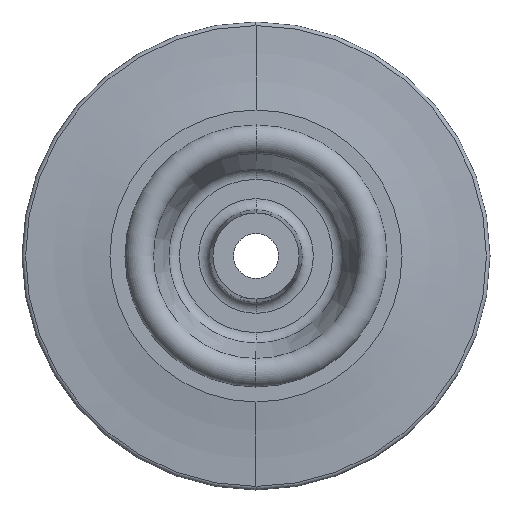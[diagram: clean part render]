
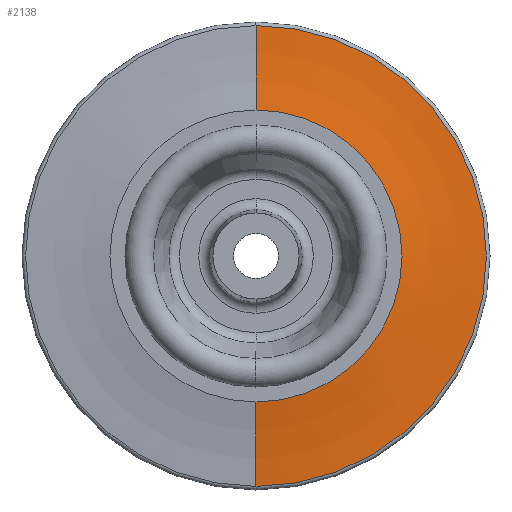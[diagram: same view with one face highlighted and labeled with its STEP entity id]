
A CAD part, left-side view. The second image highlights one B-rep face of the part: STEP entity #2138.
In plain terms, the highlighted toroidal (fillet/blend) face has major radius 66.569 mm and minor radius 150 mm.
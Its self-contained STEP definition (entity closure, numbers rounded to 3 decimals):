
#40 = EDGE_CURVE ( 'NONE', #1018, #493, #2239, .T. ) ;
#122 = EDGE_CURVE ( 'NONE', #493, #1820, #646, .T. ) ;
#140 = DIRECTION ( 'NONE',  ( 0., 0., 1. ) ) ;
#224 = CIRCLE ( 'NONE', #767, 39. ) ;
#280 = CARTESIAN_POINT ( 'NONE',  ( -162.445, 0., 66.569 ) ) ;
#301 = AXIS2_PLACEMENT_3D ( 'NONE', #280, #1684, #1867 ) ;
#319 = CARTESIAN_POINT ( 'NONE',  ( -12.529, 0., 0. ) ) ;
#397 = AXIS2_PLACEMENT_3D ( 'NONE', #2074, #1887, #821 ) ;
#412 = CARTESIAN_POINT ( 'NONE',  ( -15., 0., 39. ) ) ;
#493 = VERTEX_POINT ( 'NONE', #1237 ) ;
#586 = EDGE_CURVE ( 'NONE', #1140, #1820, #1164, .T. ) ;
#595 = CARTESIAN_POINT ( 'NONE',  ( -15., 0., 0. ) ) ;
#597 = CARTESIAN_POINT ( 'NONE',  ( -162.445, 0., 0. ) ) ;
#612 = CARTESIAN_POINT ( 'NONE',  ( -12.529, 0., 61.534 ) ) ;
#646 = CIRCLE ( 'NONE', #1465, 61.534 ) ;
#661 = EDGE_CURVE ( 'NONE', #1018, #1140, #224, .T. ) ;
#743 = EDGE_LOOP ( 'NONE', ( #1424, #1068, #1707, #946 ) ) ;
#767 = AXIS2_PLACEMENT_3D ( 'NONE', #595, #1509, #1664 ) ;
#812 = TOROIDAL_SURFACE ( 'NONE', #1039, 66.569, 150. ) ;
#821 = DIRECTION ( 'NONE',  ( 0., 0., 1. ) ) ;
#946 = ORIENTED_EDGE ( 'NONE', *, *, #586, .F. ) ;
#986 = FACE_OUTER_BOUND ( 'NONE', #743, .T. ) ;
#1018 = VERTEX_POINT ( 'NONE', #1262 ) ;
#1039 = AXIS2_PLACEMENT_3D ( 'NONE', #597, #1829, #1868 ) ;
#1068 = ORIENTED_EDGE ( 'NONE', *, *, #40, .T. ) ;
#1140 = VERTEX_POINT ( 'NONE', #412 ) ;
#1164 = CIRCLE ( 'NONE', #301, 150. ) ;
#1237 = CARTESIAN_POINT ( 'NONE',  ( -12.529, 0., -61.534 ) ) ;
#1262 = CARTESIAN_POINT ( 'NONE',  ( -15., 0., -39. ) ) ;
#1424 = ORIENTED_EDGE ( 'NONE', *, *, #661, .F. ) ;
#1465 = AXIS2_PLACEMENT_3D ( 'NONE', #319, #1723, #140 ) ;
#1509 = DIRECTION ( 'NONE',  ( -1., 0., 0. ) ) ;
#1664 = DIRECTION ( 'NONE',  ( 0., 0., 1. ) ) ;
#1684 = DIRECTION ( 'NONE',  ( 0., -1., 0. ) ) ;
#1707 = ORIENTED_EDGE ( 'NONE', *, *, #122, .T. ) ;
#1723 = DIRECTION ( 'NONE',  ( -1., 0., 0. ) ) ;
#1820 = VERTEX_POINT ( 'NONE', #612 ) ;
#1829 = DIRECTION ( 'NONE',  ( -1., 0., 0. ) ) ;
#1867 = DIRECTION ( 'NONE',  ( 0., 0., -1. ) ) ;
#1868 = DIRECTION ( 'NONE',  ( 0., 0., 1. ) ) ;
#1887 = DIRECTION ( 'NONE',  ( 0., 1., 0. ) ) ;
#2074 = CARTESIAN_POINT ( 'NONE',  ( -162.445, 0., -66.569 ) ) ;
#2138 = ADVANCED_FACE ( 'NONE', ( #986 ), #812, .F. ) ;
#2239 = CIRCLE ( 'NONE', #397, 150. ) ;
